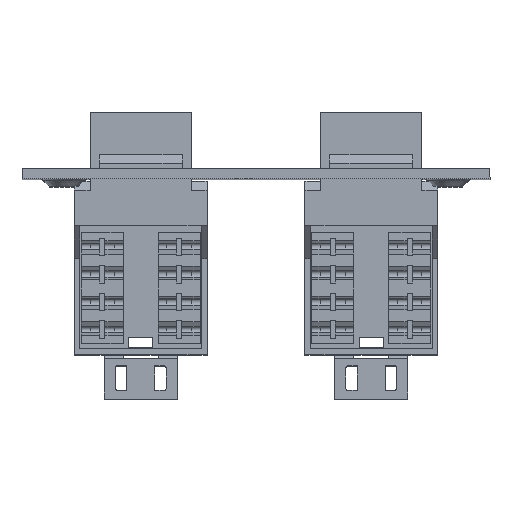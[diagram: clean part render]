
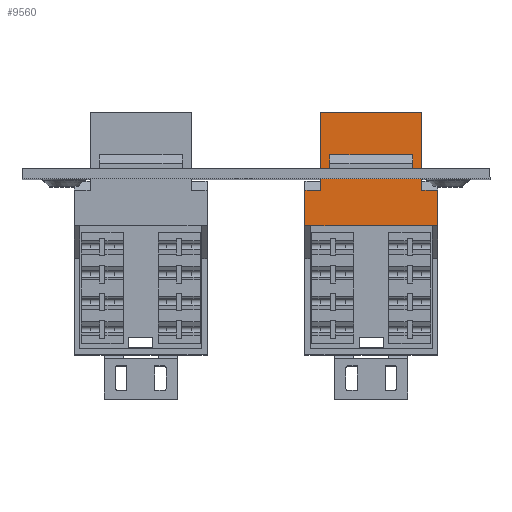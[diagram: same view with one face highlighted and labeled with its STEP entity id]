
A CAD part, top view. The second image highlights one B-rep face of the part: STEP entity #9560.
In plain terms, the highlighted face is planar.
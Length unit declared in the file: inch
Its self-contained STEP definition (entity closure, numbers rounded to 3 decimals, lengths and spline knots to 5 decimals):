
#271 = ORIENTED_EDGE ( 'NONE', *, *, #20914, .F. ) ;
#382 = EDGE_CURVE ( 'NONE', #30388, #4577, #24014, .T. ) ;
#593 = LINE ( 'NONE', #23562, #30044 ) ;
#692 = CARTESIAN_POINT ( 'NONE',  ( 0., -0.3195, 0.2895 ) ) ;
#732 = VERTEX_POINT ( 'NONE', #26269 ) ;
#1470 = CARTESIAN_POINT ( 'NONE',  ( 0., -0.3195, -0.2895 ) ) ;
#1609 = DIRECTION ( 'NONE',  ( 1., 0., 0. ) ) ;
#2416 = EDGE_CURVE ( 'NONE', #13157, #26410, #19103, .T. ) ;
#2457 = ORIENTED_EDGE ( 'NONE', *, *, #21883, .F. ) ;
#2558 = EDGE_CURVE ( 'NONE', #4577, #13157, #29580, .T. ) ;
#2868 = ORIENTED_EDGE ( 'NONE', *, *, #2416, .T. ) ;
#3467 = ORIENTED_EDGE ( 'NONE', *, *, #6529, .F. ) ;
#4436 = DIRECTION ( 'NONE',  ( -1., 0., 0. ) ) ;
#4577 = VERTEX_POINT ( 'NONE', #7070 ) ;
#4797 = VECTOR ( 'NONE', #33599, 39.37008 ) ;
#4983 = LINE ( 'NONE', #12984, #22039 ) ;
#5202 = ORIENTED_EDGE ( 'NONE', *, *, #7706, .T. ) ;
#6022 = CARTESIAN_POINT ( 'NONE',  ( -0.32, -0.3195, 0.2375 ) ) ;
#6330 = EDGE_CURVE ( 'NONE', #15233, #26410, #12943, .T. ) ;
#6529 = EDGE_CURVE ( 'NONE', #10989, #13516, #28605, .T. ) ;
#6626 = CARTESIAN_POINT ( 'NONE',  ( -0.444, -0.3195, 0.38 ) ) ;
#6822 = PLANE ( 'NONE',  #34064 ) ;
#7070 = CARTESIAN_POINT ( 'NONE',  ( -0.444, -0.3195, -0.38 ) ) ;
#7196 = DIRECTION ( 'NONE',  ( 1., 0., 0. ) ) ;
#7482 = VERTEX_POINT ( 'NONE', #7889 ) ;
#7524 = VECTOR ( 'NONE', #35821, 39.37008 ) ;
#7706 = EDGE_CURVE ( 'NONE', #19677, #30388, #12836, .T. ) ;
#7777 = CARTESIAN_POINT ( 'NONE',  ( -0.647, -0.3195, -0.2895 ) ) ;
#7889 = CARTESIAN_POINT ( 'NONE',  ( -0.32, -0.3195, -0.2375 ) ) ;
#9068 = DIRECTION ( 'NONE',  ( -1., 0., 0. ) ) ;
#9560 = ADVANCED_FACE ( 'NONE', ( #26922, #10817 ), #6822, .T. ) ;
#9845 = ORIENTED_EDGE ( 'NONE', *, *, #6330, .F. ) ;
#10431 = VERTEX_POINT ( 'NONE', #11091 ) ;
#10817 = FACE_OUTER_BOUND ( 'NONE', #27973, .T. ) ;
#10939 = ORIENTED_EDGE ( 'NONE', *, *, #19236, .F. ) ;
#10989 = VERTEX_POINT ( 'NONE', #17636 ) ;
#11091 = CARTESIAN_POINT ( 'NONE',  ( -0.444, -0.3195, 0.2895 ) ) ;
#11298 = LINE ( 'NONE', #37917, #19309 ) ;
#11569 = CARTESIAN_POINT ( 'NONE',  ( -0.444, -0.3195, 0.38 ) ) ;
#11985 = DIRECTION ( 'NONE',  ( 1., 0., 0. ) ) ;
#12556 = LINE ( 'NONE', #22591, #15374 ) ;
#12836 = LINE ( 'NONE', #21249, #4797 ) ;
#12880 = DIRECTION ( 'NONE',  ( 0., -1., 0. ) ) ;
#12943 = LINE ( 'NONE', #20028, #21024 ) ;
#12984 = CARTESIAN_POINT ( 'NONE',  ( -0.647, -0.3195, 0.38 ) ) ;
#13157 = VERTEX_POINT ( 'NONE', #32215 ) ;
#13516 = VERTEX_POINT ( 'NONE', #21540 ) ;
#13572 = ORIENTED_EDGE ( 'NONE', *, *, #16649, .F. ) ;
#14084 = EDGE_LOOP ( 'NONE', ( #3467, #23105, #21856, #13572 ) ) ;
#14375 = CARTESIAN_POINT ( 'NONE',  ( -0.647, -0.3195, -0.38 ) ) ;
#14534 = VERTEX_POINT ( 'NONE', #6626 ) ;
#15233 = VERTEX_POINT ( 'NONE', #692 ) ;
#15374 = VECTOR ( 'NONE', #4436, 39.37008 ) ;
#15513 = LINE ( 'NONE', #11569, #7524 ) ;
#16649 = EDGE_CURVE ( 'NONE', #13516, #7482, #18191, .T. ) ;
#17636 = CARTESIAN_POINT ( 'NONE',  ( -0.242, -0.3195, 0.2375 ) ) ;
#18191 = LINE ( 'NONE', #26668, #26271 ) ;
#18400 = EDGE_CURVE ( 'NONE', #10989, #732, #11298, .T. ) ;
#19103 = LINE ( 'NONE', #7777, #20079 ) ;
#19236 = EDGE_CURVE ( 'NONE', #14534, #10431, #15513, .T. ) ;
#19309 = VECTOR ( 'NONE', #19679, 39.37008 ) ;
#19677 = VERTEX_POINT ( 'NONE', #29420 ) ;
#19679 = DIRECTION ( 'NONE',  ( 0., 0., -1. ) ) ;
#20028 = CARTESIAN_POINT ( 'NONE',  ( 0., -0.3195, 0.2895 ) ) ;
#20079 = VECTOR ( 'NONE', #1609, 39.37008 ) ;
#20914 = EDGE_CURVE ( 'NONE', #19677, #14534, #4983, .T. ) ;
#20988 = ORIENTED_EDGE ( 'NONE', *, *, #382, .T. ) ;
#21024 = VECTOR ( 'NONE', #23120, 39.37008 ) ;
#21249 = CARTESIAN_POINT ( 'NONE',  ( -0.647, -0.3195, 0.2895 ) ) ;
#21540 = CARTESIAN_POINT ( 'NONE',  ( -0.32, -0.3195, 0.2375 ) ) ;
#21856 = ORIENTED_EDGE ( 'NONE', *, *, #38955, .T. ) ;
#21883 = EDGE_CURVE ( 'NONE', #10431, #15233, #593, .T. ) ;
#22039 = VECTOR ( 'NONE', #7196, 39.37008 ) ;
#22591 = CARTESIAN_POINT ( 'NONE',  ( -0.32, -0.3195, -0.2375 ) ) ;
#23105 = ORIENTED_EDGE ( 'NONE', *, *, #18400, .T. ) ;
#23120 = DIRECTION ( 'NONE',  ( 0., 0., -1. ) ) ;
#23562 = CARTESIAN_POINT ( 'NONE',  ( -0.647, -0.3195, 0.2895 ) ) ;
#24014 = LINE ( 'NONE', #36238, #39228 ) ;
#26269 = CARTESIAN_POINT ( 'NONE',  ( -0.242, -0.3195, -0.2375 ) ) ;
#26271 = VECTOR ( 'NONE', #35703, 39.37008 ) ;
#26410 = VERTEX_POINT ( 'NONE', #1470 ) ;
#26668 = CARTESIAN_POINT ( 'NONE',  ( -0.32, -0.3195, 0.2375 ) ) ;
#26922 = FACE_BOUND ( 'NONE', #14084, .T. ) ;
#27973 = EDGE_LOOP ( 'NONE', ( #9845, #2457, #10939, #271, #5202, #20988, #36027, #2868 ) ) ;
#28605 = LINE ( 'NONE', #6022, #36675 ) ;
#29420 = CARTESIAN_POINT ( 'NONE',  ( -0.647, -0.3195, 0.38 ) ) ;
#29523 = DIRECTION ( 'NONE',  ( 1., 0., 0. ) ) ;
#29580 = LINE ( 'NONE', #29611, #36694 ) ;
#29611 = CARTESIAN_POINT ( 'NONE',  ( -0.444, -0.3195, -0.38 ) ) ;
#30044 = VECTOR ( 'NONE', #29523, 39.37008 ) ;
#30388 = VERTEX_POINT ( 'NONE', #14375 ) ;
#31040 = CARTESIAN_POINT ( 'NONE',  ( -0.647, -0.3195, 0.2895 ) ) ;
#32215 = CARTESIAN_POINT ( 'NONE',  ( -0.444, -0.3195, -0.2895 ) ) ;
#32674 = DIRECTION ( 'NONE',  ( 0., 0., 1. ) ) ;
#33599 = DIRECTION ( 'NONE',  ( 0., 0., -1. ) ) ;
#34064 = AXIS2_PLACEMENT_3D ( 'NONE', #31040, #12880, #34113 ) ;
#34113 = DIRECTION ( 'NONE',  ( 0., 0., -1. ) ) ;
#35703 = DIRECTION ( 'NONE',  ( 0., 0., -1. ) ) ;
#35821 = DIRECTION ( 'NONE',  ( 0., 0., -1. ) ) ;
#36027 = ORIENTED_EDGE ( 'NONE', *, *, #2558, .T. ) ;
#36238 = CARTESIAN_POINT ( 'NONE',  ( -0.647, -0.3195, -0.38 ) ) ;
#36675 = VECTOR ( 'NONE', #9068, 39.37008 ) ;
#36694 = VECTOR ( 'NONE', #32674, 39.37008 ) ;
#37917 = CARTESIAN_POINT ( 'NONE',  ( -0.242, -0.3195, 0.2375 ) ) ;
#38955 = EDGE_CURVE ( 'NONE', #732, #7482, #12556, .T. ) ;
#39228 = VECTOR ( 'NONE', #11985, 39.37008 ) ;
